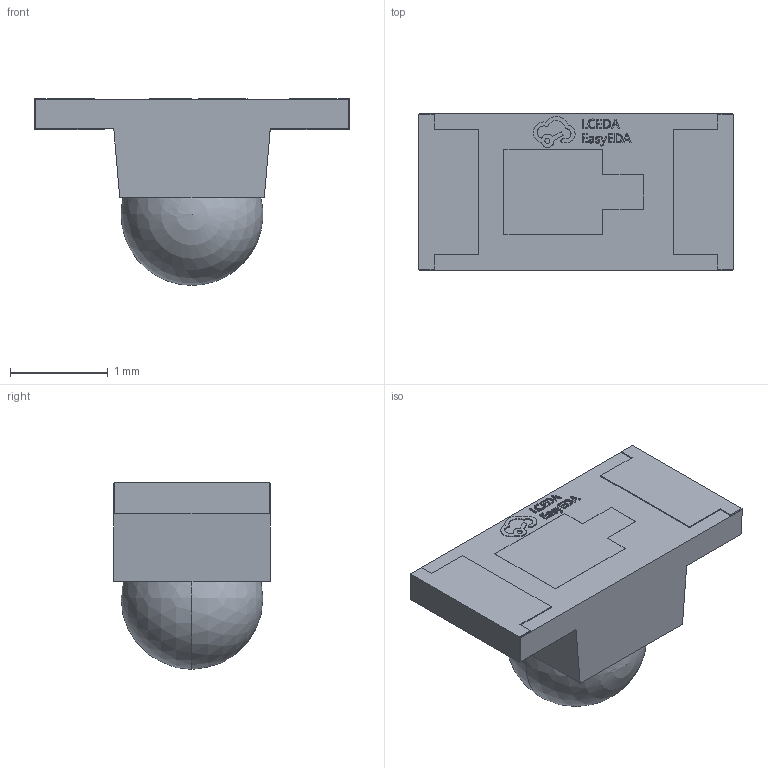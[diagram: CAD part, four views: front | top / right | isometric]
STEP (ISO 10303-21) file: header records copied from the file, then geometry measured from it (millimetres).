
FILE_DESCRIPTION (( 'STEP AP214' ), '1' );
FILE_NAME ('LED-SMD_L3.2-W1.6-FD_EH-GREEN.STEP', '2022-09-02T06:20:18', ( 'PC' ), ( 'Microsoft' ), 'SwSTEP 2.0', 'SolidWorks 2020', '' );
FILE_SCHEMA (( 'AUTOMOTIVE_DESIGN' ));
Length unit declared in the file: millimetre
Products named in the file (1): LED-SMD_L3.2-W1.6-FD_EH-GREEN
Bounding box: 3.22 x 1.6 x 1.91 mm (x, y, z)
Volume: 4.4 mm3; surface area: 20.2 mm2
Topology: 1 solids, 1 shells, 290 faces, 804 edges, 536 vertices
Faces by surface type: plane 190, bspline 98, sphere 2
Entity records: 12871 total; most frequent: CARTESIAN_POINT 2929, ORIENTED_EDGE 1598, DIRECTION 989, EDGE_CURVE 799, VECTOR 595, LINE 595, VERTEX_POINT 533, EDGE_LOOP 312
